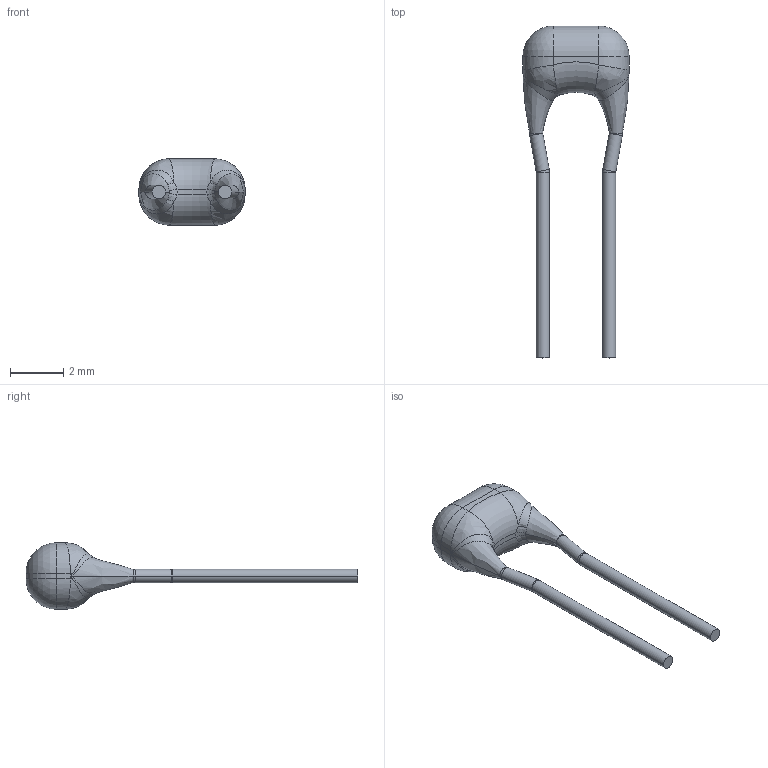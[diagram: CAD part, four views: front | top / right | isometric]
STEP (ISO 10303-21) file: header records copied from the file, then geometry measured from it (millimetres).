
FILE_DESCRIPTION (( 'STEP AP214' ), '1' );
FILE_NAME ('FA18C0G1H010CNU00.STEP', '2023-04-21T02:10:55', ( '' ), ( '' ), 'SwSTEP 2.0', 'SolidWorks 2021', '' );
FILE_SCHEMA (( 'AUTOMOTIVE_DESIGN' ));
Length unit declared in the file: millimetre
Products named in the file (1): FA18C0G1H010CNU00
Bounding box: 4 x 12.5 x 2.5 mm (x, y, z)
Volume: 23.5 mm3; surface area: 69.7 mm2
Topology: 3 solids, 3 shells, 68 faces, 146 edges, 72 vertices
Faces by surface type: bspline 22, cylinder 21, plane 11, torus 10, sphere 4
Entity records: 2618 total; most frequent: CARTESIAN_POINT 1303, ORIENTED_EDGE 268, DIRECTION 250, EDGE_CURVE 134, AXIS2_PLACEMENT_3D 111, VERTEX_POINT 72, EDGE_LOOP 68, FACE_OUTER_BOUND 68
